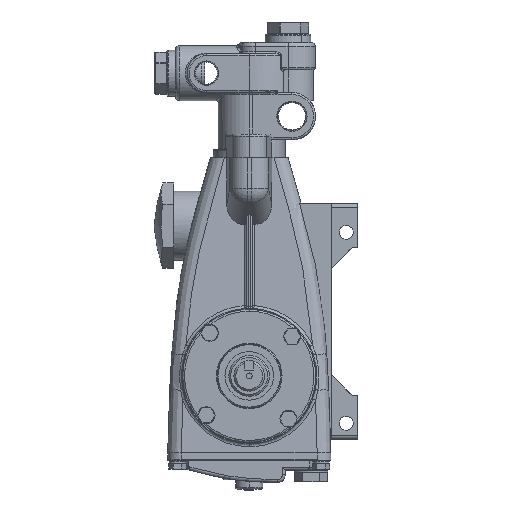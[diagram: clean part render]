
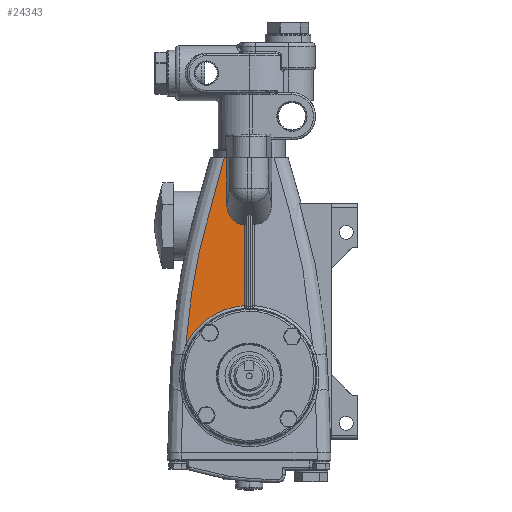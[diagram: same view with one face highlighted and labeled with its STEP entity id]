
A CAD part, left-side view. The second image highlights one B-rep face of the part: STEP entity #24343.
In plain terms, the highlighted planar face has unit normal (-0.999, 0, 0.052).
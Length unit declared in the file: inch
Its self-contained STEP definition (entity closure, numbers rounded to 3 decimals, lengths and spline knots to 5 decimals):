
#13077 = CARTESIAN_POINT ( 'NONE',  ( -2.15, 0.64073, 5.62 ) ) ;
#13139 = DIRECTION ( 'NONE',  ( 0., -1., 0. ) ) ;
#13141 = VECTOR ( 'NONE', #13139, 39.37008 ) ;
#13143 = CARTESIAN_POINT ( 'NONE',  ( -2.15, 1., 5.62 ) ) ;
#13145 = LINE ( 'NONE', #13143, #13141 ) ;
#13263 = CARTESIAN_POINT ( 'NONE',  ( -2.15, 0.58322, 5.62 ) ) ;
#24325 = VERTEX_POINT ( 'NONE', #38585 ) ;
#24326 = ORIENTED_EDGE ( 'NONE', *, *, #24327, .T. ) ;
#24327 = EDGE_CURVE ( 'NONE', #24325, #24328, #38577, .T. ) ;
#24328 = VERTEX_POINT ( 'NONE', #38579 ) ;
#24329 = ORIENTED_EDGE ( 'NONE', *, *, #24330, .F. ) ;
#24330 = EDGE_CURVE ( 'NONE', #26881, #24328, #38578, .T. ) ;
#24331 = ORIENTED_EDGE ( 'NONE', *, *, #26879, .F. ) ;
#24332 = ORIENTED_EDGE ( 'NONE', *, *, #24333, .T. ) ;
#24333 = EDGE_CURVE ( 'NONE', #26866, #24347, #38615, .T. ) ;
#24343 = ADVANCED_FACE ( 'NONE', ( #38644 ), #38646, .T. ) ;
#24344 = EDGE_LOOP ( 'NONE', ( #24345, #24349, #24352, #24326, #24329, #24331, #24332 ) ) ;
#24345 = ORIENTED_EDGE ( 'NONE', *, *, #24346, .T. ) ;
#24346 = EDGE_CURVE ( 'NONE', #24347, #24348, #38673, .T. ) ;
#24347 = VERTEX_POINT ( 'NONE', #38675 ) ;
#24348 = VERTEX_POINT ( 'NONE', #38674 ) ;
#24349 = ORIENTED_EDGE ( 'NONE', *, *, #24350, .T. ) ;
#24350 = EDGE_CURVE ( 'NONE', #24348, #24351, #38668, .T. ) ;
#24351 = VERTEX_POINT ( 'NONE', #38664 ) ;
#24352 = ORIENTED_EDGE ( 'NONE', *, *, #24353, .T. ) ;
#24353 = EDGE_CURVE ( 'NONE', #24351, #24325, #38663, .T. ) ;
#26866 = VERTEX_POINT ( 'NONE', #13077 ) ;
#26879 = EDGE_CURVE ( 'NONE', #26866, #26881, #13145, .T. ) ;
#26881 = VERTEX_POINT ( 'NONE', #13263 ) ;
#38577 =( BOUNDED_CURVE ( )  B_SPLINE_CURVE ( 3, ( #38623, #38622, #38621, #38620 ),
 .UNSPECIFIED., .F., .T. ) 
 B_SPLINE_CURVE_WITH_KNOTS ( ( 4, 4 ),
 ( 6.12438, 7.62522 ),
 .UNSPECIFIED. ) 
 CURVE ( )  GEOMETRIC_REPRESENTATION_ITEM ( )  RATIONAL_B_SPLINE_CURVE ( ( 1., 0.821, 0.821, 1. ) ) 
 REPRESENTATION_ITEM ( '' )  );
#38578 = LINE ( 'NONE', #38619, #38618 ) ;
#38579 = CARTESIAN_POINT ( 'NONE',  ( -2.21414, 0.57535, 4.39613 ) ) ;
#38585 = CARTESIAN_POINT ( 'NONE',  ( -2.23997, 0.15049, 3.90327 ) ) ;
#38595 = CARTESIAN_POINT ( 'NONE',  ( -2.39172, 1.61517, 1.00762 ) ) ;
#38596 = CARTESIAN_POINT ( 'NONE',  ( -2.38099, 1.59647, 1.21238 ) ) ;
#38597 = CARTESIAN_POINT ( 'NONE',  ( -2.35956, 1.55288, 1.62139 ) ) ;
#38598 = CARTESIAN_POINT ( 'NONE',  ( -2.34885, 1.52797, 1.82579 ) ) ;
#38599 = CARTESIAN_POINT ( 'NONE',  ( -2.32751, 1.47089, 2.233 ) ) ;
#38600 = CARTESIAN_POINT ( 'NONE',  ( -2.31688, 1.43872, 2.43583 ) ) ;
#38601 = CARTESIAN_POINT ( 'NONE',  ( -2.29571, 1.36602, 2.83969 ) ) ;
#38602 = CARTESIAN_POINT ( 'NONE',  ( -2.28518, 1.32529, 3.04069 ) ) ;
#38603 = CARTESIAN_POINT ( 'NONE',  ( -2.25369, 1.19245, 3.6414 ) ) ;
#38604 = CARTESIAN_POINT ( 'NONE',  ( -2.23286, 1.08989, 4.03887 ) ) ;
#38605 = CARTESIAN_POINT ( 'NONE',  ( -2.20173, 0.92617, 4.63297 ) ) ;
#38606 = CARTESIAN_POINT ( 'NONE',  ( -2.19137, 0.86994, 4.83065 ) ) ;
#38607 = CARTESIAN_POINT ( 'NONE',  ( -2.17067, 0.75602, 5.22552 ) ) ;
#38608 = CARTESIAN_POINT ( 'NONE',  ( -2.16034, 0.69833, 5.42275 ) ) ;
#38609 = CARTESIAN_POINT ( 'NONE',  ( -2.15, 0.64073, 5.62 ) ) ;
#38615 = B_SPLINE_CURVE_WITH_KNOTS ( 'NONE', 3,
 ( #38609, #38608, #38607, #38606, #38605, #38604, #38603, #38602, #38601, #38600, #38599, #38598, #38597, #38596, #38595, #38656 ),
 .UNSPECIFIED., .F., .F.,
 ( 4, 2, 2, 2, 2, 2, 2, 4 ),
 ( 0., 0.01568, 0.03136, 0.06271, 0.07839, 0.09407, 0.10975, 0.12542 ),
 .UNSPECIFIED. ) ;
#38617 = DIRECTION ( 'NONE',  ( -0.052, -0.006, -0.999 ) ) ;
#38618 = VECTOR ( 'NONE', #38617, 39.37008 ) ;
#38619 = CARTESIAN_POINT ( 'NONE',  ( -2.14986, 0.58324, 5.62267 ) ) ;
#38620 = CARTESIAN_POINT ( 'NONE',  ( -2.21414, 0.57535, 4.39613 ) ) ;
#38621 = CARTESIAN_POINT ( 'NONE',  ( -2.22948, 0.57346, 4.10339 ) ) ;
#38622 = CARTESIAN_POINT ( 'NONE',  ( -2.23997, 0.40095, 3.90327 ) ) ;
#38623 = CARTESIAN_POINT ( 'NONE',  ( -2.23997, 0.15049, 3.90327 ) ) ;
#38640 = DIRECTION ( 'NONE',  ( 0.052, 0., 0.999 ) ) ;
#38641 = DIRECTION ( 'NONE',  ( -0.999, 0., 0.052 ) ) ;
#38642 = CARTESIAN_POINT ( 'NONE',  ( -2.15, 1., 5.62 ) ) ;
#38643 = AXIS2_PLACEMENT_3D ( 'NONE', #38642, #38641, #38640 ) ;
#38644 = FACE_OUTER_BOUND ( 'NONE', #24344, .T. ) ;
#38646 = PLANE ( 'NONE',  #38643 ) ;
#38656 = CARTESIAN_POINT ( 'NONE',  ( -2.40247, 1.63138, 0.80266 ) ) ;
#38660 = DIRECTION ( 'NONE',  ( 0., 1., 0. ) ) ;
#38661 = VECTOR ( 'NONE', #38660, 39.37008 ) ;
#38662 = CARTESIAN_POINT ( 'NONE',  ( -2.23997, 1., 3.90327 ) ) ;
#38663 = LINE ( 'NONE', #38662, #38661 ) ;
#38664 = CARTESIAN_POINT ( 'NONE',  ( -2.23997, 0.125, 3.90327 ) ) ;
#38665 = DIRECTION ( 'NONE',  ( 0.052, 0., 0.999 ) ) ;
#38666 = VECTOR ( 'NONE', #38665, 39.37008 ) ;
#38667 = CARTESIAN_POINT ( 'NONE',  ( -2.15, 0.125, 5.62 ) ) ;
#38668 = LINE ( 'NONE', #38667, #38666 ) ;
#38669 = CARTESIAN_POINT ( 'NONE',  ( -2.34959, 0.125, 1.81152 ) ) ;
#38670 = CARTESIAN_POINT ( 'NONE',  ( -2.35198, 0.7865, 1.76598 ) ) ;
#38671 = CARTESIAN_POINT ( 'NONE',  ( -2.37132, 1.33743, 1.39701 ) ) ;
#38672 = CARTESIAN_POINT ( 'NONE',  ( -2.40247, 1.63138, 0.80266 ) ) ;
#38673 =( BOUNDED_CURVE ( )  B_SPLINE_CURVE ( 3, ( #38672, #38671, #38670, #38669 ),
 .UNSPECIFIED., .F., .T. ) 
 B_SPLINE_CURVE_WITH_KNOTS ( ( 4, 4 ),
 ( 2.0301, 3.07286 ),
 .UNSPECIFIED. ) 
 CURVE ( )  GEOMETRIC_REPRESENTATION_ITEM ( )  RATIONAL_B_SPLINE_CURVE ( ( 1., 0.911, 0.911, 1. ) ) 
 REPRESENTATION_ITEM ( '' )  );
#38674 = CARTESIAN_POINT ( 'NONE',  ( -2.34959, 0.125, 1.81152 ) ) ;
#38675 = CARTESIAN_POINT ( 'NONE',  ( -2.40247, 1.63138, 0.80266 ) ) ;
